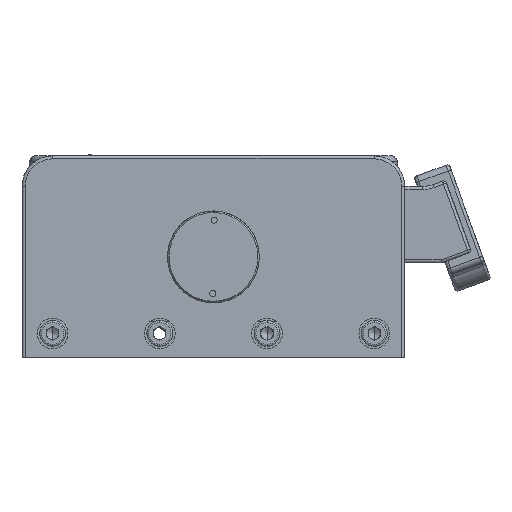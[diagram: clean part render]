
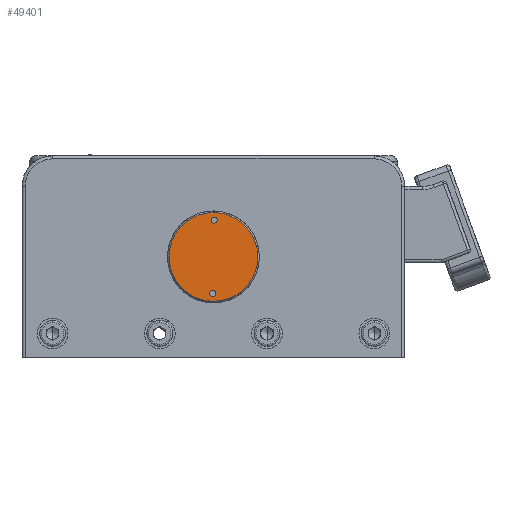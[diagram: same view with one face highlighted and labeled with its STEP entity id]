
A CAD part, left-side view. The second image highlights one B-rep face of the part: STEP entity #49401.
In plain terms, the highlighted planar face has unit normal (-1, 0, 0).
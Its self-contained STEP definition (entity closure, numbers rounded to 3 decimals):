
#611 = CIRCLE ( 'NONE', #11407, 14.5 ) ;
#3644 = DIRECTION ( 'NONE',  ( -1., 0., 0. ) ) ;
#5040 = FACE_BOUND ( 'NONE', #46451, .T. ) ;
#5529 = DIRECTION ( 'NONE',  ( 0., -0.019, 1. ) ) ;
#6434 = VERTEX_POINT ( 'NONE', #36532 ) ;
#6729 = DIRECTION ( 'NONE',  ( -1., 0., 0. ) ) ;
#6943 = DIRECTION ( 'NONE',  ( -1., 0., 0. ) ) ;
#7559 = VERTEX_POINT ( 'NONE', #42452 ) ;
#7940 = CIRCLE ( 'NONE', #17100, 14.5 ) ;
#8826 = AXIS2_PLACEMENT_3D ( 'NONE', #29480, #21922, #5529 ) ;
#9995 = VERTEX_POINT ( 'NONE', #25986 ) ;
#10308 = DIRECTION ( 'NONE',  ( 0., -0.019, 1. ) ) ;
#10393 = DIRECTION ( 'NONE',  ( 0., -0.019, 1. ) ) ;
#10625 = AXIS2_PLACEMENT_3D ( 'NONE', #13744, #50625, #10393 ) ;
#11407 = AXIS2_PLACEMENT_3D ( 'NONE', #19381, #3644, #19198 ) ;
#13744 = CARTESIAN_POINT ( 'NONE',  ( -238.5, 0.226, 21.002 ) ) ;
#13909 = ORIENTED_EDGE ( 'NONE', *, *, #33842, .F. ) ;
#14747 = VERTEX_POINT ( 'NONE', #31914 ) ;
#15373 = EDGE_CURVE ( 'NONE', #9995, #24027, #611, .T. ) ;
#16459 = CARTESIAN_POINT ( 'NONE',  ( -238.5, -0.208, 43.998 ) ) ;
#17100 = AXIS2_PLACEMENT_3D ( 'NONE', #30869, #6729, #22780 ) ;
#17400 = CARTESIAN_POINT ( 'NONE',  ( -238.5, -0.274, 47.497 ) ) ;
#18656 = DIRECTION ( 'NONE',  ( -1., 0., 0. ) ) ;
#19198 = DIRECTION ( 'NONE',  ( 0., -0.019, 1. ) ) ;
#19381 = CARTESIAN_POINT ( 'NONE',  ( -238.5, 0., 33. ) ) ;
#21922 = DIRECTION ( 'NONE',  ( -1., 0., 0. ) ) ;
#22780 = DIRECTION ( 'NONE',  ( 0., -0.019, 1. ) ) ;
#23793 = CARTESIAN_POINT ( 'NONE',  ( -238.5, -0.226, 44.998 ) ) ;
#24027 = VERTEX_POINT ( 'NONE', #17400 ) ;
#24680 = CIRCLE ( 'NONE', #39979, 1. ) ;
#25066 = CIRCLE ( 'NONE', #37636, 1. ) ;
#25986 = CARTESIAN_POINT ( 'NONE',  ( -238.5, 0.274, 18.503 ) ) ;
#26405 = ORIENTED_EDGE ( 'NONE', *, *, #15373, .T. ) ;
#27017 = ORIENTED_EDGE ( 'NONE', *, *, #36196, .F. ) ;
#27846 = DIRECTION ( 'NONE',  ( 0., -0.019, 1. ) ) ;
#29480 = CARTESIAN_POINT ( 'NONE',  ( -238.5, 0.226, 21.002 ) ) ;
#30721 = CARTESIAN_POINT ( 'NONE',  ( -238.5, -0.226, 44.998 ) ) ;
#30869 = CARTESIAN_POINT ( 'NONE',  ( -238.5, 0., 33. ) ) ;
#31914 = CARTESIAN_POINT ( 'NONE',  ( -238.5, 0.245, 20.002 ) ) ;
#32748 = FACE_BOUND ( 'NONE', #50941, .T. ) ;
#33080 = EDGE_CURVE ( 'NONE', #14747, #6434, #34861, .T. ) ;
#33086 = ORIENTED_EDGE ( 'NONE', *, *, #45340, .T. ) ;
#33842 = EDGE_CURVE ( 'NONE', #45216, #7559, #24680, .T. ) ;
#34268 = CIRCLE ( 'NONE', #10625, 1. ) ;
#34861 = CIRCLE ( 'NONE', #8826, 1. ) ;
#35541 = PLANE ( 'NONE',  #38215 ) ;
#35960 = FACE_OUTER_BOUND ( 'NONE', #36231, .T. ) ;
#36196 = EDGE_CURVE ( 'NONE', #6434, #14747, #34268, .T. ) ;
#36231 = EDGE_LOOP ( 'NONE', ( #26405, #33086 ) ) ;
#36532 = CARTESIAN_POINT ( 'NONE',  ( -238.5, 0.208, 22.002 ) ) ;
#37636 = AXIS2_PLACEMENT_3D ( 'NONE', #30721, #6943, #10308 ) ;
#38215 = AXIS2_PLACEMENT_3D ( 'NONE', #42826, #18656, #46901 ) ;
#39668 = ORIENTED_EDGE ( 'NONE', *, *, #43197, .F. ) ;
#39740 = ORIENTED_EDGE ( 'NONE', *, *, #33080, .F. ) ;
#39979 = AXIS2_PLACEMENT_3D ( 'NONE', #23793, #52038, #27846 ) ;
#42452 = CARTESIAN_POINT ( 'NONE',  ( -238.5, -0.245, 45.998 ) ) ;
#42826 = CARTESIAN_POINT ( 'NONE',  ( -238.5, 0., 33. ) ) ;
#43197 = EDGE_CURVE ( 'NONE', #7559, #45216, #25066, .T. ) ;
#45216 = VERTEX_POINT ( 'NONE', #16459 ) ;
#45340 = EDGE_CURVE ( 'NONE', #24027, #9995, #7940, .T. ) ;
#46451 = EDGE_LOOP ( 'NONE', ( #39668, #13909 ) ) ;
#46901 = DIRECTION ( 'NONE',  ( 0., -0.019, 1. ) ) ;
#49401 = ADVANCED_FACE ( 'NONE', ( #5040, #32748, #35960 ), #35541, .T. ) ;
#50625 = DIRECTION ( 'NONE',  ( -1., 0., 0. ) ) ;
#50941 = EDGE_LOOP ( 'NONE', ( #27017, #39740 ) ) ;
#52038 = DIRECTION ( 'NONE',  ( -1., 0., 0. ) ) ;
